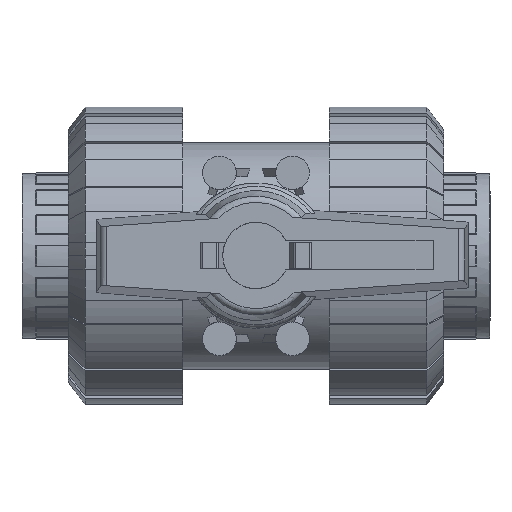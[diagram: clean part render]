
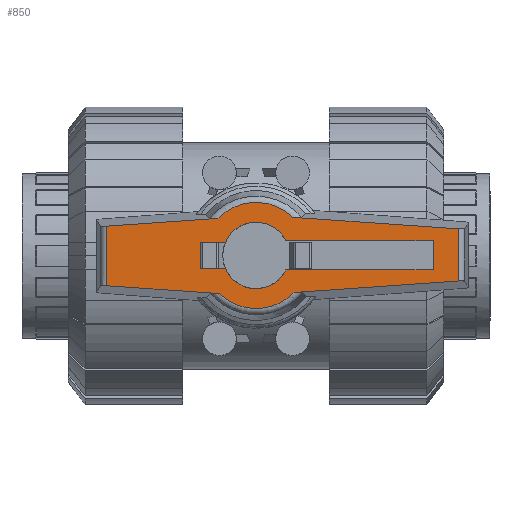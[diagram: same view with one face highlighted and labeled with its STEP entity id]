
A CAD part, top view. The second image highlights one B-rep face of the part: STEP entity #850.
In plain terms, the highlighted planar face has unit normal (0, 0, 1).
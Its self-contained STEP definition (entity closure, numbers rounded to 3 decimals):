
#850=ADVANCED_FACE('',(#2138,#2139),#2140,.T.);
#2138=FACE_BOUND('',#3938,.T.);
#2139=FACE_OUTER_BOUND('',#3939,.T.);
#2140=PLANE('',#3940);
#3938=EDGE_LOOP('',(#6035,#6036,#6037,#6038,#6039,#6040,#6041,#6042));
#3939=EDGE_LOOP('',(#6043,#6044,#6045,#6046,#6047,#6048,#6049,#6050));
#3940=AXIS2_PLACEMENT_3D('',#6051,#6052,#6053);
#6035=ORIENTED_EDGE('',*,*,#11407,.T.);
#6036=ORIENTED_EDGE('',*,*,#11423,.T.);
#6037=ORIENTED_EDGE('',*,*,#11429,.T.);
#6038=ORIENTED_EDGE('',*,*,#11426,.T.);
#6039=ORIENTED_EDGE('',*,*,#11322,.T.);
#6040=ORIENTED_EDGE('',*,*,#11491,.T.);
#6041=ORIENTED_EDGE('',*,*,#11492,.T.);
#6042=ORIENTED_EDGE('',*,*,#11493,.T.);
#6043=ORIENTED_EDGE('',*,*,#11494,.T.);
#6044=ORIENTED_EDGE('',*,*,#11495,.T.);
#6045=ORIENTED_EDGE('',*,*,#11496,.T.);
#6046=ORIENTED_EDGE('',*,*,#11497,.F.);
#6047=ORIENTED_EDGE('',*,*,#11498,.T.);
#6048=ORIENTED_EDGE('',*,*,#11499,.T.);
#6049=ORIENTED_EDGE('',*,*,#11500,.T.);
#6050=ORIENTED_EDGE('',*,*,#11501,.T.);
#6051=CARTESIAN_POINT('',(7.994,0.0,147.5));
#6052=DIRECTION('',(0.0,0.0,1.0));
#6053=DIRECTION('',(1.0,0.0,0.0));
#11322=EDGE_CURVE('',#13625,#13623,#13626,.T.);
#11407=EDGE_CURVE('',#13764,#13762,#13765,.T.);
#11423=EDGE_CURVE('',#13762,#13790,#13791,.T.);
#11426=EDGE_CURVE('',#13794,#13625,#13795,.T.);
#11429=EDGE_CURVE('',#13790,#13794,#13798,.T.);
#11491=EDGE_CURVE('',#13623,#13871,#13872,.T.);
#11492=EDGE_CURVE('',#13871,#13873,#13874,.T.);
#11493=EDGE_CURVE('',#13873,#13764,#13875,.T.);
#11494=EDGE_CURVE('',#13876,#13877,#13878,.T.);
#11495=EDGE_CURVE('',#13877,#13879,#13880,.T.);
#11496=EDGE_CURVE('',#13879,#13881,#13882,.T.);
#11497=EDGE_CURVE('',#13883,#13881,#13884,.T.);
#11498=EDGE_CURVE('',#13883,#13885,#13886,.T.);
#11499=EDGE_CURVE('',#13885,#13887,#13888,.T.);
#11500=EDGE_CURVE('',#13887,#13889,#13890,.T.);
#11501=EDGE_CURVE('',#13889,#13876,#13891,.T.);
#13623=VERTEX_POINT('',#17032);
#13625=VERTEX_POINT('',#17035);
#13626=CIRCLE('',#17036,10.0);
#13762=VERTEX_POINT('',#17220);
#13764=VERTEX_POINT('',#17223);
#13765=CIRCLE('',#17224,10.0);
#13790=VERTEX_POINT('',#17258);
#13791=LINE('',#17259,#17260);
#13794=VERTEX_POINT('',#17264);
#13795=LINE('',#17265,#17266);
#13798=LINE('',#17270,#17271);
#13871=VERTEX_POINT('',#17372);
#13872=LINE('',#17373,#17374);
#13873=VERTEX_POINT('',#17375);
#13874=LINE('',#17376,#17377);
#13875=LINE('',#17378,#17379);
#13876=VERTEX_POINT('',#17380);
#13877=VERTEX_POINT('',#17381);
#13878=LINE('',#17382,#17383);
#13879=VERTEX_POINT('',#17384);
#13880=CIRCLE('',#17385,15.988);
#13881=VERTEX_POINT('',#17386);
#13882=LINE('',#17387,#17388);
#13883=VERTEX_POINT('',#17389);
#13884=LINE('',#17390,#17391);
#13885=VERTEX_POINT('',#17392);
#13886=LINE('',#17393,#17394);
#13887=VERTEX_POINT('',#17395);
#13888=CIRCLE('',#17396,15.988);
#13889=VERTEX_POINT('',#17397);
#13890=LINE('',#17398,#17399);
#13891=LINE('',#17400,#17401);
#17032=CARTESIAN_POINT('',(-9.192,-3.938,147.5));
#17035=CARTESIAN_POINT('',(8.992,-4.375,147.5));
#17036=AXIS2_PLACEMENT_3D('',#23531,#23532,#23533);
#17220=CARTESIAN_POINT('',(8.992,4.375,147.5));
#17223=CARTESIAN_POINT('',(-9.192,3.938,147.5));
#17224=AXIS2_PLACEMENT_3D('',#23649,#23650,#23651);
#17258=CARTESIAN_POINT('',(53.333,4.375,147.5));
#17259=CARTESIAN_POINT('',(17.33,4.375,147.5));
#17260=VECTOR('',#23670,1.0);
#17264=CARTESIAN_POINT('',(53.333,-4.375,147.5));
#17265=CARTESIAN_POINT('',(17.33,-4.375,147.5));
#17266=VECTOR('',#23672,1.0);
#17270=CARTESIAN_POINT('',(53.333,0.0,147.5));
#17271=VECTOR('',#23674,1.0);
#17372=CARTESIAN_POINT('',(-16.633,-3.938,147.5));
#17373=CARTESIAN_POINT('',(-2.591,-3.938,147.5));
#17374=VECTOR('',#23724,1.0);
#17375=CARTESIAN_POINT('',(-16.633,3.938,147.5));
#17376=CARTESIAN_POINT('',(-16.633,5.906,147.5));
#17377=VECTOR('',#23725,1.0);
#17378=CARTESIAN_POINT('',(-2.591,3.938,147.5));
#17379=VECTOR('',#23726,1.0);
#17380=CARTESIAN_POINT('',(-44.912,-9.126,147.5));
#17381=CARTESIAN_POINT('',(-11.119,-11.489,147.5));
#17382=CARTESIAN_POINT('',(-4.204,-11.972,147.5));
#17383=VECTOR('',#23727,1.0);
#17384=CARTESIAN_POINT('',(11.454,-11.155,147.5));
#17385=AXIS2_PLACEMENT_3D('',#23728,#23729,#23730);
#17386=CARTESIAN_POINT('',(60.912,-7.697,147.5));
#17387=CARTESIAN_POINT('',(34.49,-9.544,147.5));
#17388=VECTOR('',#23731,1.0);
#17389=CARTESIAN_POINT('',(60.912,8.007,147.5));
#17390=CARTESIAN_POINT('',(60.912,15.75,147.5));
#17391=VECTOR('',#23732,1.0);
#17392=CARTESIAN_POINT('',(11.119,11.489,147.5));
#17393=CARTESIAN_POINT('',(33.416,9.93,147.5));
#17394=VECTOR('',#23733,1.0);
#17395=CARTESIAN_POINT('',(-11.454,11.155,147.5));
#17396=AXIS2_PLACEMENT_3D('',#23734,#23735,#23736);
#17397=CARTESIAN_POINT('',(-44.912,8.816,147.5));
#17398=CARTESIAN_POINT('',(-3.086,11.74,147.5));
#17399=VECTOR('',#23737,1.0);
#17400=CARTESIAN_POINT('',(-44.912,15.75,147.5));
#17401=VECTOR('',#23738,1.0);
#23531=CARTESIAN_POINT('',(0.0,0.0,147.5));
#23532=DIRECTION('',(0.0,0.0,-1.0));
#23533=DIRECTION('',(1.0,0.0,0.0));
#23649=CARTESIAN_POINT('',(0.0,0.0,147.5));
#23650=DIRECTION('',(0.0,0.0,-1.0));
#23651=DIRECTION('',(1.0,0.0,0.0));
#23670=DIRECTION('',(1.0,0.0,-0.0));
#23672=DIRECTION('',(-1.0,0.0,0.0));
#23674=DIRECTION('',(0.0,-1.0,0.0));
#23724=DIRECTION('',(-1.0,0.0,0.0));
#23725=DIRECTION('',(0.0,1.0,-0.0));
#23726=DIRECTION('',(1.0,0.0,0.0));
#23727=DIRECTION('',(0.998,-0.07,0.0));
#23728=CARTESIAN_POINT('',(0.0,0.0,147.5));
#23729=DIRECTION('',(0.0,0.0,1.0));
#23730=DIRECTION('',(1.0,0.0,0.0));
#23731=DIRECTION('',(0.998,0.07,-0.0));
#23732=DIRECTION('',(0.0,-1.0,0.0));
#23733=DIRECTION('',(-0.998,0.07,0.0));
#23734=CARTESIAN_POINT('',(0.0,0.0,147.5));
#23735=DIRECTION('',(0.0,0.0,1.0));
#23736=DIRECTION('',(1.0,0.0,0.0));
#23737=DIRECTION('',(-0.998,-0.07,0.0));
#23738=DIRECTION('',(0.0,-1.0,0.0));
